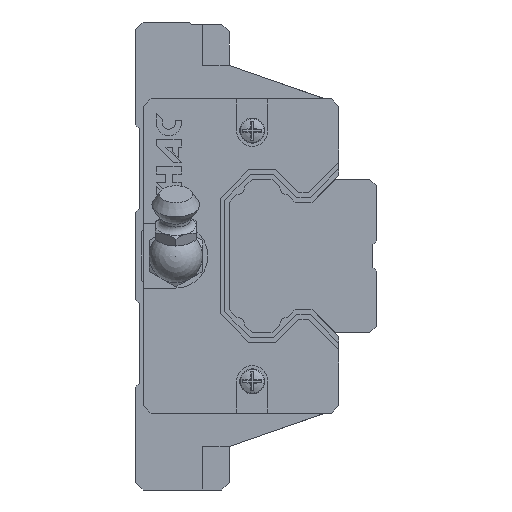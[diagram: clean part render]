
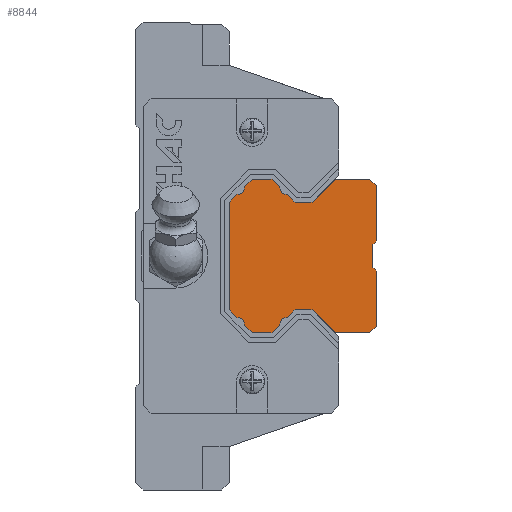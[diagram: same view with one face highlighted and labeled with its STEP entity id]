
A CAD part, left-side view. The second image highlights one B-rep face of the part: STEP entity #8844.
In plain terms, the highlighted planar face has unit normal (-1, 0, 0).
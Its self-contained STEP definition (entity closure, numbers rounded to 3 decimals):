
#247=CIRCLE('',#9435,1.129);
#248=CIRCLE('',#9436,1.129);
#249=CIRCLE('',#9437,1.129);
#250=CIRCLE('',#9438,1.129);
#475=ORIENTED_EDGE('',*,*,#3053,.T.);
#476=ORIENTED_EDGE('',*,*,#3010,.F.);
#477=ORIENTED_EDGE('',*,*,#3054,.F.);
#478=ORIENTED_EDGE('',*,*,#3055,.F.);
#479=ORIENTED_EDGE('',*,*,#3056,.F.);
#480=ORIENTED_EDGE('',*,*,#3057,.F.);
#481=ORIENTED_EDGE('',*,*,#3058,.F.);
#482=ORIENTED_EDGE('',*,*,#3059,.T.);
#483=ORIENTED_EDGE('',*,*,#3060,.F.);
#484=ORIENTED_EDGE('',*,*,#3061,.F.);
#485=ORIENTED_EDGE('',*,*,#3062,.F.);
#486=ORIENTED_EDGE('',*,*,#3063,.T.);
#487=ORIENTED_EDGE('',*,*,#3064,.F.);
#488=ORIENTED_EDGE('',*,*,#3065,.F.);
#489=ORIENTED_EDGE('',*,*,#3066,.F.);
#490=ORIENTED_EDGE('',*,*,#3067,.T.);
#491=ORIENTED_EDGE('',*,*,#3068,.F.);
#492=ORIENTED_EDGE('',*,*,#3069,.F.);
#493=ORIENTED_EDGE('',*,*,#3070,.F.);
#494=ORIENTED_EDGE('',*,*,#3071,.T.);
#495=ORIENTED_EDGE('',*,*,#3072,.F.);
#496=ORIENTED_EDGE('',*,*,#3073,.F.);
#497=ORIENTED_EDGE('',*,*,#3074,.F.);
#498=ORIENTED_EDGE('',*,*,#3075,.F.);
#499=ORIENTED_EDGE('',*,*,#3076,.F.);
#500=ORIENTED_EDGE('',*,*,#3018,.F.);
#501=ORIENTED_EDGE('',*,*,#3077,.T.);
#502=ORIENTED_EDGE('',*,*,#3078,.T.);
#3010=EDGE_CURVE('',#4300,#4301,#5176,.T.);
#3018=EDGE_CURVE('',#4308,#4309,#5181,.T.);
#3053=EDGE_CURVE('',#4341,#4301,#5209,.T.);
#3054=EDGE_CURVE('',#4342,#4300,#5210,.T.);
#3055=EDGE_CURVE('',#4343,#4342,#5211,.T.);
#3056=EDGE_CURVE('',#4344,#4343,#5212,.T.);
#3057=EDGE_CURVE('',#4345,#4344,#5213,.T.);
#3058=EDGE_CURVE('',#4346,#4345,#5214,.T.);
#3059=EDGE_CURVE('',#4346,#4347,#247,.T.);
#3060=EDGE_CURVE('',#4348,#4347,#5215,.T.);
#3061=EDGE_CURVE('',#4349,#4348,#5216,.T.);
#3062=EDGE_CURVE('',#4350,#4349,#5217,.T.);
#3063=EDGE_CURVE('',#4350,#4351,#248,.T.);
#3064=EDGE_CURVE('',#4352,#4351,#5218,.T.);
#3065=EDGE_CURVE('',#4353,#4352,#5219,.T.);
#3066=EDGE_CURVE('',#4354,#4353,#5220,.T.);
#3067=EDGE_CURVE('',#4354,#4355,#249,.T.);
#3068=EDGE_CURVE('',#4356,#4355,#5221,.T.);
#3069=EDGE_CURVE('',#4357,#4356,#5222,.T.);
#3070=EDGE_CURVE('',#4358,#4357,#5223,.T.);
#3071=EDGE_CURVE('',#4358,#4359,#250,.T.);
#3072=EDGE_CURVE('',#4360,#4359,#5224,.T.);
#3073=EDGE_CURVE('',#4361,#4360,#5225,.T.);
#3074=EDGE_CURVE('',#4362,#4361,#5226,.T.);
#3075=EDGE_CURVE('',#4363,#4362,#5227,.T.);
#3076=EDGE_CURVE('',#4309,#4363,#5228,.T.);
#3077=EDGE_CURVE('',#4308,#4364,#5229,.T.);
#3078=EDGE_CURVE('',#4364,#4341,#5230,.T.);
#4300=VERTEX_POINT('',#12652);
#4301=VERTEX_POINT('',#12654);
#4308=VERTEX_POINT('',#12669);
#4309=VERTEX_POINT('',#12671);
#4341=VERTEX_POINT('',#12740);
#4342=VERTEX_POINT('',#12742);
#4343=VERTEX_POINT('',#12744);
#4344=VERTEX_POINT('',#12746);
#4345=VERTEX_POINT('',#12748);
#4346=VERTEX_POINT('',#12750);
#4347=VERTEX_POINT('',#12752);
#4348=VERTEX_POINT('',#12754);
#4349=VERTEX_POINT('',#12756);
#4350=VERTEX_POINT('',#12758);
#4351=VERTEX_POINT('',#12760);
#4352=VERTEX_POINT('',#12762);
#4353=VERTEX_POINT('',#12764);
#4354=VERTEX_POINT('',#12766);
#4355=VERTEX_POINT('',#12768);
#4356=VERTEX_POINT('',#12770);
#4357=VERTEX_POINT('',#12772);
#4358=VERTEX_POINT('',#12774);
#4359=VERTEX_POINT('',#12776);
#4360=VERTEX_POINT('',#12778);
#4361=VERTEX_POINT('',#12780);
#4362=VERTEX_POINT('',#12782);
#4363=VERTEX_POINT('',#12784);
#4364=VERTEX_POINT('',#12787);
#5176=LINE('',#12653,#6222);
#5181=LINE('',#12670,#6227);
#5209=LINE('',#12739,#6255);
#5210=LINE('',#12741,#6256);
#5211=LINE('',#12743,#6257);
#5212=LINE('',#12745,#6258);
#5213=LINE('',#12747,#6259);
#5214=LINE('',#12749,#6260);
#5215=LINE('',#12753,#6261);
#5216=LINE('',#12755,#6262);
#5217=LINE('',#12757,#6263);
#5218=LINE('',#12761,#6264);
#5219=LINE('',#12763,#6265);
#5220=LINE('',#12765,#6266);
#5221=LINE('',#12769,#6267);
#5222=LINE('',#12771,#6268);
#5223=LINE('',#12773,#6269);
#5224=LINE('',#12777,#6270);
#5225=LINE('',#12779,#6271);
#5226=LINE('',#12781,#6272);
#5227=LINE('',#12783,#6273);
#5228=LINE('',#12785,#6274);
#5229=LINE('',#12786,#6275);
#5230=LINE('',#12788,#6276);
#6222=VECTOR('',#10153,1000.);
#6227=VECTOR('',#10166,1000.);
#6255=VECTOR('',#10212,1000.);
#6256=VECTOR('',#10213,1000.);
#6257=VECTOR('',#10214,1000.);
#6258=VECTOR('',#10215,1000.);
#6259=VECTOR('',#10216,1000.);
#6260=VECTOR('',#10217,1000.);
#6261=VECTOR('',#10220,1000.);
#6262=VECTOR('',#10221,1000.);
#6263=VECTOR('',#10222,1000.);
#6264=VECTOR('',#10225,1000.);
#6265=VECTOR('',#10226,1000.);
#6266=VECTOR('',#10227,1000.);
#6267=VECTOR('',#10230,1000.);
#6268=VECTOR('',#10231,1000.);
#6269=VECTOR('',#10232,1000.);
#6270=VECTOR('',#10235,1000.);
#6271=VECTOR('',#10236,1000.);
#6272=VECTOR('',#10237,1000.);
#6273=VECTOR('',#10238,1000.);
#6274=VECTOR('',#10239,1000.);
#6275=VECTOR('',#10240,1000.);
#6276=VECTOR('',#10241,1000.);
#7268=EDGE_LOOP('',(#475,#476,#477,#478,#479,#480,#481,#482,#483,#484,#485,
#486,#487,#488,#489,#490,#491,#492,#493,#494,#495,#496,#497,#498,#499,#500,
#501,#502));
#7858=FACE_BOUND('',#7268,.T.);
#8448=PLANE('',#9434);
#8844=ADVANCED_FACE('',(#7858),#8448,.F.);
#9434=AXIS2_PLACEMENT_3D('',#12738,#10210,#10211);
#9435=AXIS2_PLACEMENT_3D('',#12751,#10218,#10219);
#9436=AXIS2_PLACEMENT_3D('',#12759,#10223,#10224);
#9437=AXIS2_PLACEMENT_3D('',#12767,#10228,#10229);
#9438=AXIS2_PLACEMENT_3D('',#12775,#10233,#10234);
#10153=DIRECTION('',(0.,0.,-1.));
#10166=DIRECTION('',(0.,0.,-1.));
#10210=DIRECTION('',(1.,0.,0.));
#10211=DIRECTION('',(0.,0.,-1.));
#10212=DIRECTION('',(0.,-0.707,0.707));
#10213=DIRECTION('',(0.,-0.707,-0.707));
#10214=DIRECTION('',(0.,-1.,0.));
#10215=DIRECTION('',(0.,-0.707,0.707));
#10216=DIRECTION('',(0.,-1.,0.));
#10217=DIRECTION('',(0.,-0.707,-0.707));
#10218=DIRECTION('',(1.,0.,0.));
#10219=DIRECTION('',(0.,0.,-1.));
#10220=DIRECTION('',(0.,-0.707,-0.707));
#10221=DIRECTION('',(0.,-1.,0.));
#10222=DIRECTION('',(0.,-0.707,0.707));
#10223=DIRECTION('',(1.,0.,0.));
#10224=DIRECTION('',(0.,0.,-1.));
#10225=DIRECTION('',(0.,-0.707,0.707));
#10226=DIRECTION('',(0.,0.,1.));
#10227=DIRECTION('',(0.,0.707,0.707));
#10228=DIRECTION('',(1.,0.,0.));
#10229=DIRECTION('',(0.,0.,-1.));
#10230=DIRECTION('',(0.,0.707,0.707));
#10231=DIRECTION('',(0.,1.,0.));
#10232=DIRECTION('',(0.,0.707,-0.707));
#10233=DIRECTION('',(1.,0.,0.));
#10234=DIRECTION('',(0.,0.,-1.));
#10235=DIRECTION('',(0.,0.707,-0.707));
#10236=DIRECTION('',(0.,1.,0.));
#10237=DIRECTION('',(0.,0.707,0.707));
#10238=DIRECTION('',(0.,1.,0.));
#10239=DIRECTION('',(0.,0.707,-0.707));
#10240=DIRECTION('',(0.,0.707,0.707));
#10241=DIRECTION('',(0.,0.,1.));
#12652=CARTESIAN_POINT('',(-75.,0.,10.5));
#12653=CARTESIAN_POINT('',(-75.,0.,10.5));
#12654=CARTESIAN_POINT('',(-75.,0.,2.25));
#12669=CARTESIAN_POINT('',(-75.,0.,-2.25));
#12670=CARTESIAN_POINT('',(-75.,0.,10.5));
#12671=CARTESIAN_POINT('',(-75.,0.,-10.5));
#12738=CARTESIAN_POINT('',(-75.,13.327,10.333));
#12739=CARTESIAN_POINT('',(-75.,0.5,1.75));
#12740=CARTESIAN_POINT('',(-75.,0.5,1.75));
#12741=CARTESIAN_POINT('',(-75.,1.,11.5));
#12742=CARTESIAN_POINT('',(-75.,1.,11.5));
#12743=CARTESIAN_POINT('',(-75.,6.175,11.5));
#12744=CARTESIAN_POINT('',(-75.,6.175,11.5));
#12745=CARTESIAN_POINT('',(-75.,9.619,8.056));
#12746=CARTESIAN_POINT('',(-75.,9.619,8.056));
#12747=CARTESIAN_POINT('',(-75.,12.16,8.056));
#12748=CARTESIAN_POINT('',(-75.,12.16,8.056));
#12749=CARTESIAN_POINT('',(-75.,13.308,9.204));
#12750=CARTESIAN_POINT('',(-75.,13.308,9.204));
#12751=CARTESIAN_POINT('',(-75.,13.327,10.333));
#12752=CARTESIAN_POINT('',(-75.,14.456,10.352));
#12753=CARTESIAN_POINT('',(-75.,15.604,11.5));
#12754=CARTESIAN_POINT('',(-75.,15.604,11.5));
#12755=CARTESIAN_POINT('',(-75.,18.556,11.5));
#12756=CARTESIAN_POINT('',(-75.,18.556,11.5));
#12757=CARTESIAN_POINT('',(-75.,19.704,10.352));
#12758=CARTESIAN_POINT('',(-75.,19.704,10.352));
#12759=CARTESIAN_POINT('',(-75.,20.833,10.333));
#12760=CARTESIAN_POINT('',(-75.,20.852,9.204));
#12761=CARTESIAN_POINT('',(-75.,22.,8.056));
#12762=CARTESIAN_POINT('',(-75.,22.,8.056));
#12763=CARTESIAN_POINT('',(-75.,22.,-8.056));
#12764=CARTESIAN_POINT('',(-75.,22.,-8.056));
#12765=CARTESIAN_POINT('',(-75.,20.852,-9.204));
#12766=CARTESIAN_POINT('',(-75.,20.852,-9.204));
#12767=CARTESIAN_POINT('',(-75.,20.833,-10.333));
#12768=CARTESIAN_POINT('',(-75.,19.704,-10.352));
#12769=CARTESIAN_POINT('',(-75.,18.556,-11.5));
#12770=CARTESIAN_POINT('',(-75.,18.556,-11.5));
#12771=CARTESIAN_POINT('',(-75.,15.604,-11.5));
#12772=CARTESIAN_POINT('',(-75.,15.604,-11.5));
#12773=CARTESIAN_POINT('',(-75.,14.456,-10.352));
#12774=CARTESIAN_POINT('',(-75.,14.456,-10.352));
#12775=CARTESIAN_POINT('',(-75.,13.327,-10.333));
#12776=CARTESIAN_POINT('',(-75.,13.308,-9.204));
#12777=CARTESIAN_POINT('',(-75.,12.16,-8.056));
#12778=CARTESIAN_POINT('',(-75.,12.16,-8.056));
#12779=CARTESIAN_POINT('',(-75.,9.619,-8.056));
#12780=CARTESIAN_POINT('',(-75.,9.619,-8.056));
#12781=CARTESIAN_POINT('',(-75.,6.175,-11.5));
#12782=CARTESIAN_POINT('',(-75.,6.175,-11.5));
#12783=CARTESIAN_POINT('',(-75.,1.,-11.5));
#12784=CARTESIAN_POINT('',(-75.,1.,-11.5));
#12785=CARTESIAN_POINT('',(-75.,0.,-10.5));
#12786=CARTESIAN_POINT('',(-75.,0.,-2.25));
#12787=CARTESIAN_POINT('',(-75.,0.5,-1.75));
#12788=CARTESIAN_POINT('',(-75.,0.5,-1.75));
